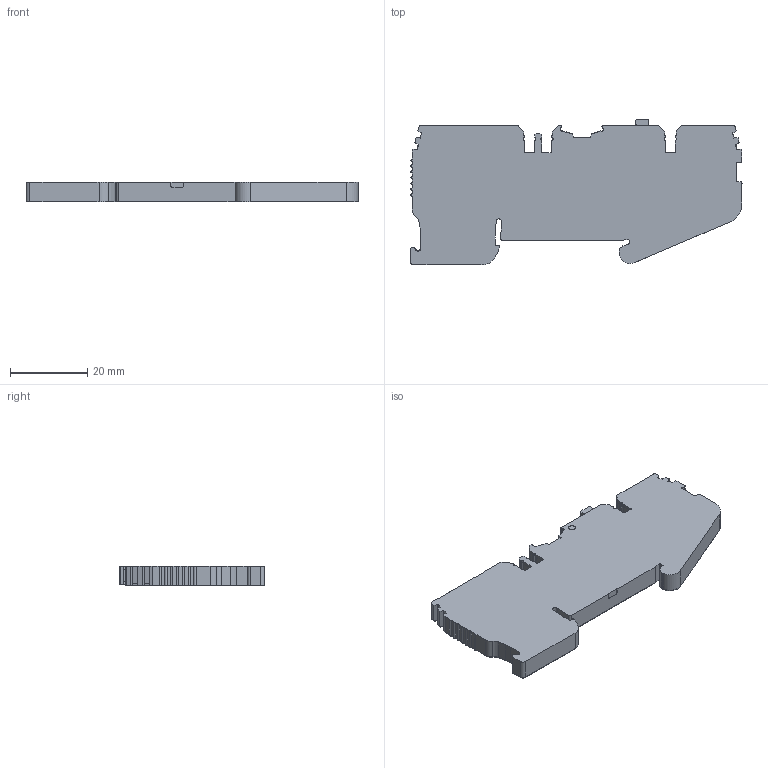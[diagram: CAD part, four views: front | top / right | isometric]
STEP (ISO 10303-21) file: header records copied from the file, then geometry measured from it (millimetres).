
FILE_DESCRIPTION (( 'STEP AP214' ), '1' );
FILE_NAME ('310159_CTP 2.5EA_GR.STP', '2016-07-28T09:36:21', ( '' ), ( '' ), 'SwSTEP 2.0', 'SolidWorks 2016', '' );
FILE_SCHEMA (( 'AUTOMOTIVE_DESIGN' ));
Length unit declared in the file: millimetre
Products named in the file (1): 310159_CTP 2.5EA_GR
Bounding box: 86.1 x 37.67 x 5.15 mm (x, y, z)
Volume: 13268.6 mm3; surface area: 7057.7 mm2
Topology: 2 solids, 2 shells, 674 faces, 1988 edges, 1323 vertices
Faces by surface type: plane 384, cylinder 286, torus 4
Entity records: 23561 total; most frequent: CARTESIAN_POINT 4026, ORIENTED_EDGE 3976, DIRECTION 3903, EDGE_CURVE 1988, VECTOR 1403, LINE 1403, VERTEX_POINT 1323, AXIS2_PLACEMENT_3D 1250
